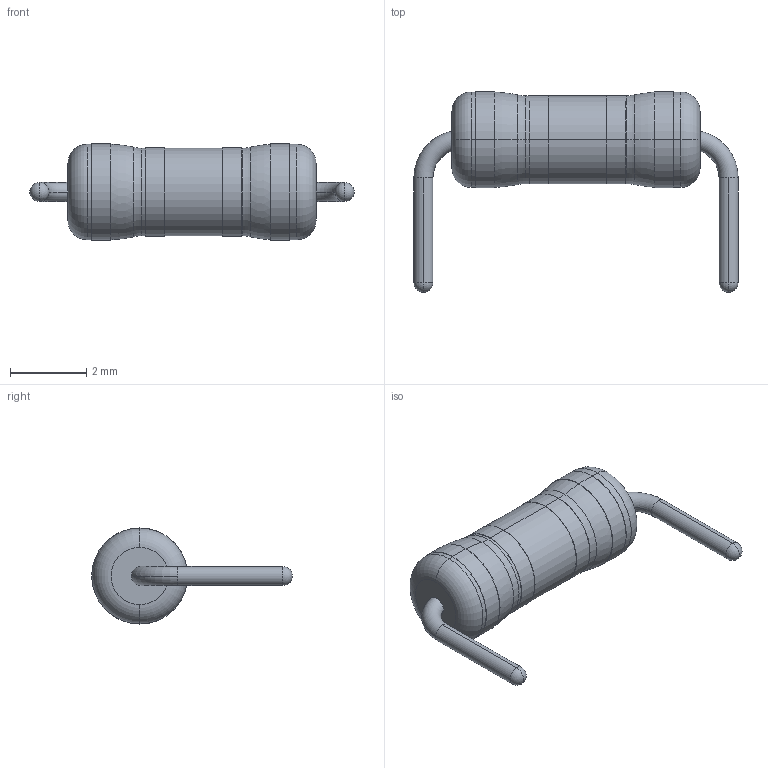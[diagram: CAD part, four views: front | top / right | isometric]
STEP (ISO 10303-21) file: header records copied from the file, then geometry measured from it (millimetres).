
FILE_DESCRIPTION (( 'STEP AP214' ), '1' );
FILE_NAME ('R330_L8mm_0.25watts.STEP', '2018-12-23T17:42:00', ( '' ), ( '' ), 'SwSTEP 2.0', 'SolidWorks 2019', '' );
FILE_SCHEMA (( 'AUTOMOTIVE_DESIGN' ));
Length unit declared in the file: millimetre
Products named in the file (1): R330_L8mm_0.25watts
Bounding box: 8.5 x 5.26 x 2.52 mm (x, y, z)
Volume: 30.4 mm3; surface area: 69.2 mm2
Topology: 1 solids, 1 shells, 52 faces, 114 edges, 70 vertices
Faces by surface type: cylinder 22, torus 16, plane 10, sphere 4
Entity records: 1900 total; most frequent: DIRECTION 288, CARTESIAN_POINT 261, ORIENTED_EDGE 212, AXIS2_PLACEMENT_3D 133, EDGE_CURVE 106, CIRCLE 80, VERTEX_POINT 66, EDGE_LOOP 62
